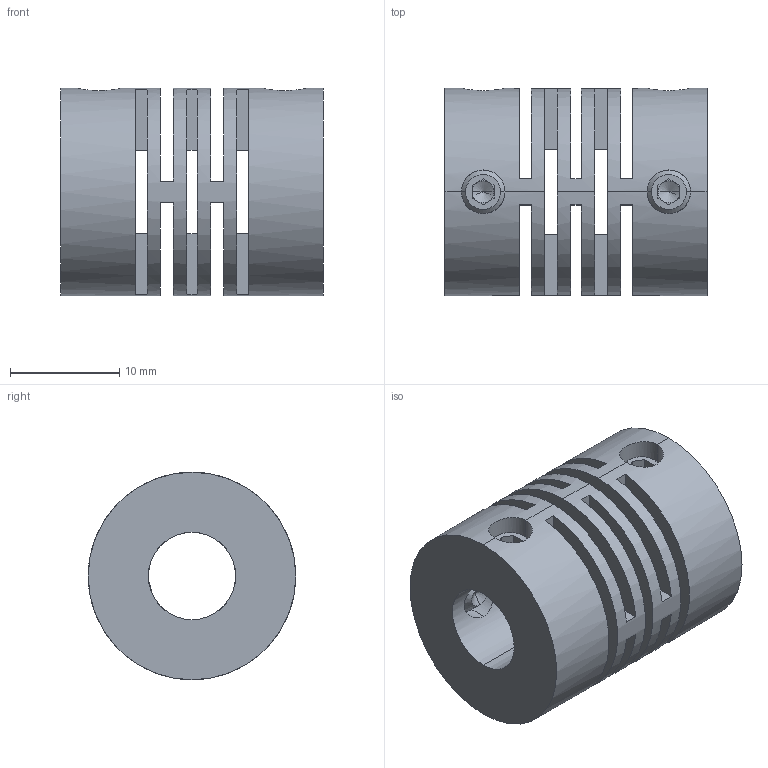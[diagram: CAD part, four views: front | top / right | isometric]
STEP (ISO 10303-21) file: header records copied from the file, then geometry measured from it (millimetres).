
FILE_DESCRIPTION (( 'STEP AP214' ), '1' );
FILE_NAME ('GJ-8D.STEP', '2016-06-30T14:05:32', ( '' ), ( '' ), 'SwSTEP 2.0', 'SolidWorks 2016', '' );
FILE_SCHEMA (( 'AUTOMOTIVE_DESIGN' ));
Length unit declared in the file: millimetre
Products named in the file (1): GJ-8D
Bounding box: 24 x 19 x 19 mm (x, y, z)
Volume: 4300.1 mm3; surface area: 4508.4 mm2
Topology: 1 solids, 1 shells, 130 faces, 360 edges, 216 vertices
Faces by surface type: plane 78, cone 32, cylinder 20
Entity records: 4454 total; most frequent: CARTESIAN_POINT 1107, DIRECTION 694, ORIENTED_EDGE 688, EDGE_CURVE 344, AXIS2_PLACEMENT_3D 235, LINE 224, VECTOR 224, VERTEX_POINT 216
